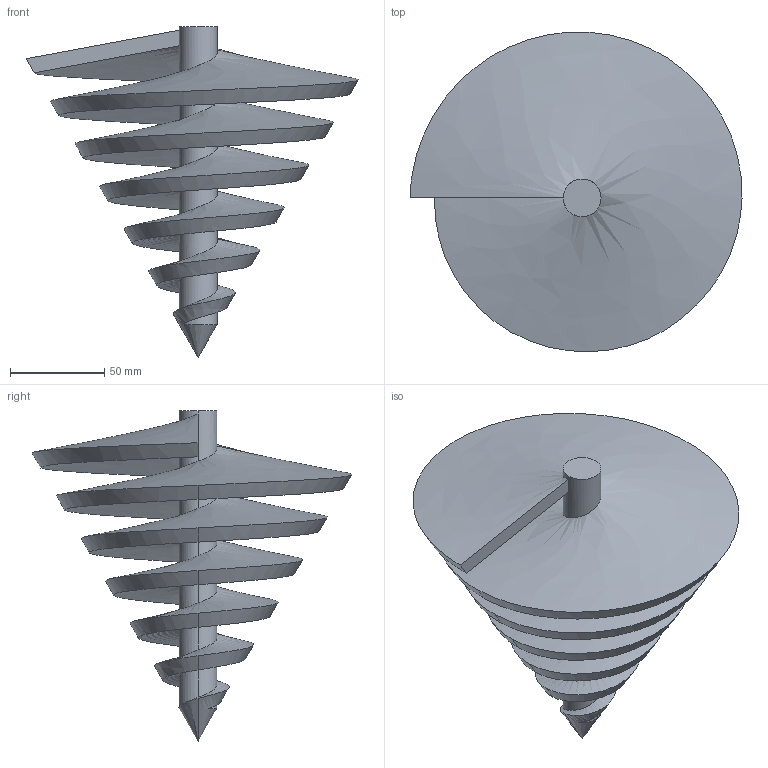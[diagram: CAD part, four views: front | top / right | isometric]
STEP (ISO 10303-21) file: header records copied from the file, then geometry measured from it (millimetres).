
FILE_DESCRIPTION (( 'STEP AP203' ), '1' );
FILE_NAME ('Sapin de noel.STEP', '2024-11-26T15:38:38', ( '' ), ( '' ), 'SwSTEP 2.0', 'SolidWorks 2024', '' );
FILE_SCHEMA (( 'CONFIG_CONTROL_DESIGN' ));
Length unit declared in the file: millimetre
Products named in the file (1): Sapin de noel
Bounding box: 175.84 x 169.25 x 175.24 mm (x, y, z)
Volume: 506873 mm3; surface area: 137252.9 mm2
Topology: 1 solids, 1 shells, 31 faces, 87 edges, 56 vertices
Faces by surface type: cylinder 14, cone 13, plane 2, bspline 2
Entity records: 8514 total; most frequent: CARTESIAN_POINT 7749, ORIENTED_EDGE 170, DIRECTION 99, EDGE_CURVE 85, VERTEX_POINT 56, B_SPLINE_CURVE_WITH_KNOTS 50, AXIS2_PLACEMENT_3D 34, ADVANCED_FACE 31
